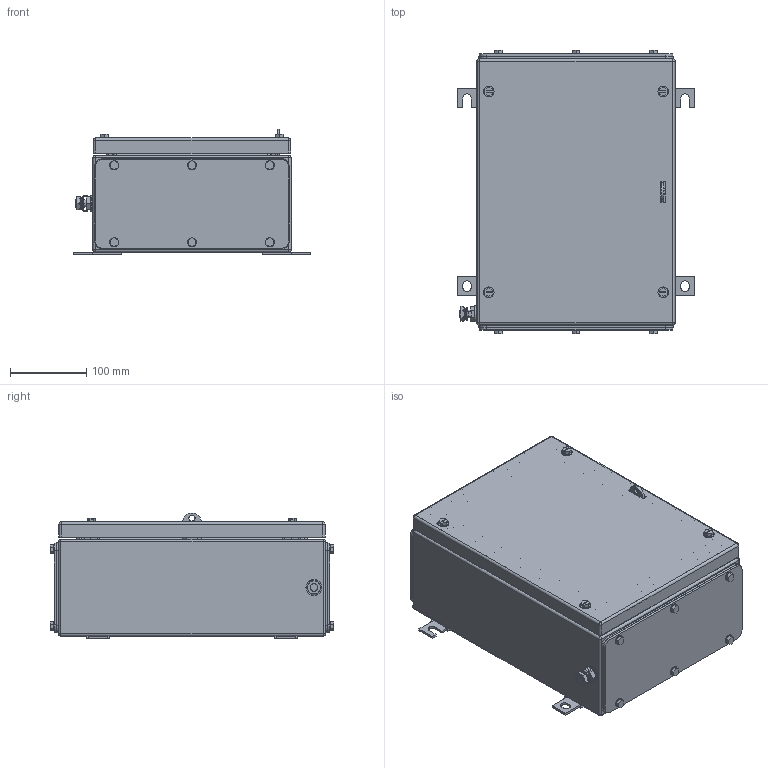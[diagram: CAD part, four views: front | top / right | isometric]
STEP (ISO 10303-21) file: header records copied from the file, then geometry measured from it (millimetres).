
FILE_DESCRIPTION(('CATIA V5 STEP Exchange','CAx-IF Rec.Pracs.--- Model Styling and Organization---1.4--- 2014-01-23'),'2;1');
FILE_NAME ('008521-7_4_1194820000_1194820000.stp','2019-09-20T09:11:01+00:00',('none'),('Weidmueller'),'CATIA Version 5-6 Release 2016 SP3 HF44','CATIA V5 STEP AP214','none');
FILE_SCHEMA(('AUTOMOTIVE_DESIGN { 1 0 10303 214 1 1 1 1 }'));
Length unit declared in the file: millimetre
Products named in the file (1): 1194820000
Bounding box: 311 x 372 x 165 mm (x, y, z)
Volume: 932692.6 mm3; surface area: 1019845.2 mm2
Topology: 62 solids, 62 shells, 1482 faces, 3552 edges, 2240 vertices
Faces by surface type: plane 735, cylinder 569, cone 132, sphere 24, torus 22
Entity records: 40597 total; most frequent: CARTESIAN_POINT 8004, ORIENTED_EDGE 6992, DIRECTION 5515, EDGE_CURVE 3496, AXIS2_PLACEMENT_3D 2269, VERTEX_POINT 2240, VECTOR 2160, LINE 2160
